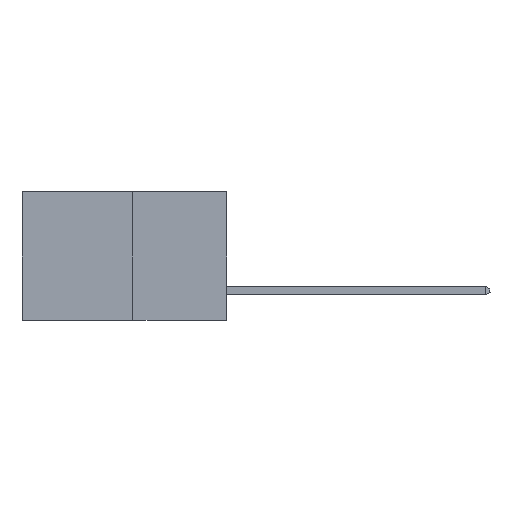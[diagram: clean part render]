
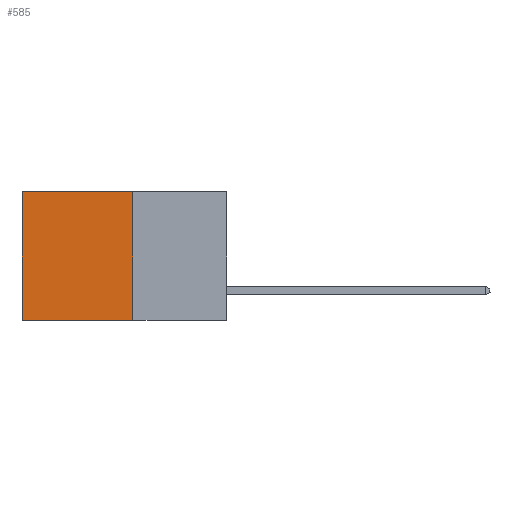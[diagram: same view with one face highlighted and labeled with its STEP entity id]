
A CAD part, left-side view. The second image highlights one B-rep face of the part: STEP entity #585.
In plain terms, the highlighted planar face has unit normal (-1, 0, 0).
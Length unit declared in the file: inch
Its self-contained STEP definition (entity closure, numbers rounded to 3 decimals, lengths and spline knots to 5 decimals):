
#585 = ADVANCED_FACE ( 'NONE', ( #9214 ), #4310, .F. ) ;
#1726 = CARTESIAN_POINT ( 'NONE',  ( 0.277, 0.27, -0.37 ) ) ;
#2039 = DIRECTION ( 'NONE',  ( 0., 1., 0. ) ) ;
#2857 = ORIENTED_EDGE ( 'NONE', *, *, #19019, .F. ) ;
#3600 = DIRECTION ( 'NONE',  ( 0., 0., -1. ) ) ;
#3622 = DIRECTION ( 'NONE',  ( 1., 0., 0. ) ) ;
#4310 = PLANE ( 'NONE',  #6597 ) ;
#4520 = CARTESIAN_POINT ( 'NONE',  ( 0.277, 0.27, -0.37 ) ) ;
#6073 = CARTESIAN_POINT ( 'NONE',  ( 0.277, 0.27, 0. ) ) ;
#6356 = CARTESIAN_POINT ( 'NONE',  ( 0.277, 0.27, -0.37 ) ) ;
#6454 = CARTESIAN_POINT ( 'NONE',  ( 0.277, 0.27, -0.37 ) ) ;
#6597 = AXIS2_PLACEMENT_3D ( 'NONE', #6454, #3622, #3600 ) ;
#6804 = DIRECTION ( 'NONE',  ( 0., 0., -1. ) ) ;
#7293 = LINE ( 'NONE', #1726, #11352 ) ;
#8148 = VECTOR ( 'NONE', #2039, 39.37008 ) ;
#8717 = LINE ( 'NONE', #4520, #18737 ) ;
#9214 = FACE_OUTER_BOUND ( 'NONE', #15039, .T. ) ;
#11352 = VECTOR ( 'NONE', #11807, 39.37008 ) ;
#11807 = DIRECTION ( 'NONE',  ( 0., 1., 0. ) ) ;
#11964 = EDGE_CURVE ( 'NONE', #22190, #16035, #14109, .T. ) ;
#13466 = LINE ( 'NONE', #6073, #8148 ) ;
#14109 = LINE ( 'NONE', #16782, #24144 ) ;
#15038 = ORIENTED_EDGE ( 'NONE', *, *, #24498, .F. ) ;
#15039 = EDGE_LOOP ( 'NONE', ( #25983, #15038, #2857, #15691 ) ) ;
#15454 = VERTEX_POINT ( 'NONE', #23253 ) ;
#15691 = ORIENTED_EDGE ( 'NONE', *, *, #18173, .T. ) ;
#16035 = VERTEX_POINT ( 'NONE', #22865 ) ;
#16181 = CARTESIAN_POINT ( 'NONE',  ( 0.277, 0.59, 0. ) ) ;
#16782 = CARTESIAN_POINT ( 'NONE',  ( 0.277, 0.59, -0.37 ) ) ;
#18173 = EDGE_CURVE ( 'NONE', #15454, #22190, #13466, .T. ) ;
#18737 = VECTOR ( 'NONE', #20517, 39.37008 ) ;
#19019 = EDGE_CURVE ( 'NONE', #15454, #25169, #8717, .T. ) ;
#20517 = DIRECTION ( 'NONE',  ( 0., 0., -1. ) ) ;
#22190 = VERTEX_POINT ( 'NONE', #16181 ) ;
#22865 = CARTESIAN_POINT ( 'NONE',  ( 0.277, 0.59, -0.37 ) ) ;
#23253 = CARTESIAN_POINT ( 'NONE',  ( 0.277, 0.27, 0. ) ) ;
#24144 = VECTOR ( 'NONE', #6804, 39.37008 ) ;
#24498 = EDGE_CURVE ( 'NONE', #25169, #16035, #7293, .T. ) ;
#25169 = VERTEX_POINT ( 'NONE', #6356 ) ;
#25983 = ORIENTED_EDGE ( 'NONE', *, *, #11964, .T. ) ;
